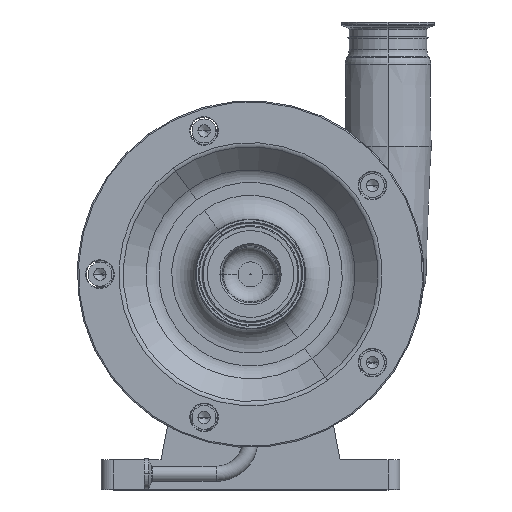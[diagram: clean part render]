
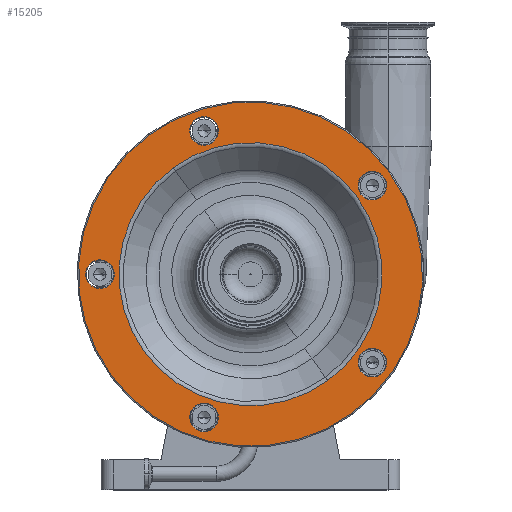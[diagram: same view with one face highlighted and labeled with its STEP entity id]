
A CAD part, top view. The second image highlights one B-rep face of the part: STEP entity #15205.
In plain terms, the highlighted planar face has unit normal (0, 0, 1).
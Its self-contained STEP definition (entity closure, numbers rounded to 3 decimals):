
#100 = AXIS2_PLACEMENT_3D ( 'NONE', #2960, #8897, #9616 ) ;
#196 = EDGE_CURVE ( 'NONE', #15875, #13558, #6236, .T. ) ;
#357 = CARTESIAN_POINT ( 'NONE',  ( 94.883, 263.769, 220. ) ) ;
#433 = VERTEX_POINT ( 'NONE', #11527 ) ;
#442 = DIRECTION ( 'NONE',  ( 0., 0., 1. ) ) ;
#670 = AXIS2_PLACEMENT_3D ( 'NONE', #3069, #10359, #13082 ) ;
#698 = EDGE_LOOP ( 'NONE', ( #14986, #3705 ) ) ;
#720 = CARTESIAN_POINT ( 'NONE',  ( 64.698, 90.951, 220. ) ) ;
#733 = CIRCLE ( 'NONE', #11907, 12. ) ;
#894 = EDGE_CURVE ( 'NONE', #16278, #12846, #8436, .T. ) ;
#1024 = DIRECTION ( 'NONE',  ( 0., 0., 1. ) ) ;
#1051 = AXIS2_PLACEMENT_3D ( 'NONE', #14527, #10131, #2460 ) ;
#1127 = CARTESIAN_POINT ( 'NONE',  ( 108.99, 96.231, 220. ) ) ;
#1130 = DIRECTION ( 'NONE',  ( 0., 0., 1. ) ) ;
#1306 = CARTESIAN_POINT ( 'NONE',  ( -38.936, 299.833, 220. ) ) ;
#2032 = CARTESIAN_POINT ( 'NONE',  ( 101.936, 254.061, 220. ) ) ;
#2195 = EDGE_CURVE ( 'NONE', #13558, #15875, #9047, .T. ) ;
#2207 = EDGE_LOOP ( 'NONE', ( #2682, #16771 ) ) ;
#2208 = AXIS2_PLACEMENT_3D ( 'NONE', #8326, #1130, #12972 ) ;
#2256 = CARTESIAN_POINT ( 'NONE',  ( -84.641, 296.498, 220. ) ) ;
#2460 = DIRECTION ( 'NONE',  ( 0.588, -0.809, 0. ) ) ;
#2470 = DIRECTION ( 'NONE',  ( 0.588, -0.809, 0. ) ) ;
#2591 = VERTEX_POINT ( 'NONE', #14143 ) ;
#2614 = CARTESIAN_POINT ( 'NONE',  ( -38.936, 299.833, 220. ) ) ;
#2662 = DIRECTION ( 'NONE',  ( 0.588, -0.809, 0. ) ) ;
#2682 = ORIENTED_EDGE ( 'NONE', *, *, #17153, .F. ) ;
#2812 = CARTESIAN_POINT ( 'NONE',  ( 101.936, 105.939, 220. ) ) ;
#2960 = CARTESIAN_POINT ( 'NONE',  ( 116.498, 264.641, 220. ) ) ;
#3069 = CARTESIAN_POINT ( 'NONE',  ( 0., 180., 220. ) ) ;
#3468 = VERTEX_POINT ( 'NONE', #357 ) ;
#3705 = ORIENTED_EDGE ( 'NONE', *, *, #6840, .F. ) ;
#3758 = EDGE_CURVE ( 'NONE', #433, #18458, #15952, .T. ) ;
#3815 = CIRCLE ( 'NONE', #7525, 12. ) ;
#3993 = ORIENTED_EDGE ( 'NONE', *, *, #2195, .F. ) ;
#4126 = DIRECTION ( 'NONE',  ( 0., 0., 1. ) ) ;
#4138 = DIRECTION ( 'NONE',  ( 0.588, -0.809, 0. ) ) ;
#4580 = ORIENTED_EDGE ( 'NONE', *, *, #5857, .T. ) ;
#4600 = ORIENTED_EDGE ( 'NONE', *, *, #12996, .T. ) ;
#4865 = DIRECTION ( 'NONE',  ( 0.588, -0.809, 0. ) ) ;
#5098 = EDGE_LOOP ( 'NONE', ( #17345, #16856 ) ) ;
#5305 = CARTESIAN_POINT ( 'NONE',  ( -31.883, 50.459, 220. ) ) ;
#5778 = FACE_BOUND ( 'NONE', #5098, .T. ) ;
#5857 = EDGE_CURVE ( 'NONE', #18840, #14506, #11505, .T. ) ;
#5970 = CIRCLE ( 'NONE', #15612, 12. ) ;
#6100 = EDGE_LOOP ( 'NONE', ( #13014, #19220 ) ) ;
#6236 = CIRCLE ( 'NONE', #14940, 12. ) ;
#6338 = VERTEX_POINT ( 'NONE', #12172 ) ;
#6656 = DIRECTION ( 'NONE',  ( 0.588, -0.809, 0. ) ) ;
#6840 = EDGE_CURVE ( 'NONE', #3468, #9117, #3815, .T. ) ;
#7217 = CIRCLE ( 'NONE', #9704, 12. ) ;
#7239 = FACE_BOUND ( 'NONE', #14354, .T. ) ;
#7284 = DIRECTION ( 'NONE',  ( 0.588, -0.809, 0. ) ) ;
#7482 = ORIENTED_EDGE ( 'NONE', *, *, #3758, .F. ) ;
#7524 = FACE_OUTER_BOUND ( 'NONE', #17117, .T. ) ;
#7525 = AXIS2_PLACEMENT_3D ( 'NONE', #2032, #7964, #13884 ) ;
#7652 = CARTESIAN_POINT ( 'NONE',  ( 0., 180., 220. ) ) ;
#7806 = AXIS2_PLACEMENT_3D ( 'NONE', #2812, #12407, #4865 ) ;
#7964 = DIRECTION ( 'NONE',  ( 0., 0., 1. ) ) ;
#8301 = ORIENTED_EDGE ( 'NONE', *, *, #196, .F. ) ;
#8326 = CARTESIAN_POINT ( 'NONE',  ( -38.936, 60.167, 220. ) ) ;
#8385 = AXIS2_PLACEMENT_3D ( 'NONE', #17109, #18870, #9825 ) ;
#8428 = CIRCLE ( 'NONE', #2208, 12. ) ;
#8436 = CIRCLE ( 'NONE', #670, 110.071 ) ;
#8515 = DIRECTION ( 'NONE',  ( 0., 0., 1. ) ) ;
#8897 = DIRECTION ( 'NONE',  ( 0., 0., -1. ) ) ;
#9047 = CIRCLE ( 'NONE', #14011, 12. ) ;
#9117 = VERTEX_POINT ( 'NONE', #17020 ) ;
#9362 = CARTESIAN_POINT ( 'NONE',  ( -64.698, 269.049, 220. ) ) ;
#9616 = DIRECTION ( 'NONE',  ( -0.588, 0.809, 0. ) ) ;
#9647 = CIRCLE ( 'NONE', #7806, 12. ) ;
#9679 = EDGE_LOOP ( 'NONE', ( #8301, #3993 ) ) ;
#9704 = AXIS2_PLACEMENT_3D ( 'NONE', #17441, #1024, #4138 ) ;
#9825 = DIRECTION ( 'NONE',  ( 0.588, -0.809, 0. ) ) ;
#9889 = EDGE_CURVE ( 'NONE', #9932, #2591, #8428, .T. ) ;
#9932 = VERTEX_POINT ( 'NONE', #5305 ) ;
#10131 = DIRECTION ( 'NONE',  ( 0., 0., 1. ) ) ;
#10138 = CARTESIAN_POINT ( 'NONE',  ( -118.947, 170.292, 220. ) ) ;
#10223 = FACE_BOUND ( 'NONE', #698, .T. ) ;
#10359 = DIRECTION ( 'NONE',  ( 0., 0., 1. ) ) ;
#10488 = CARTESIAN_POINT ( 'NONE',  ( -45.99, 309.541, 220. ) ) ;
#10641 = CARTESIAN_POINT ( 'NONE',  ( -31.883, 290.125, 220. ) ) ;
#10957 = AXIS2_PLACEMENT_3D ( 'NONE', #11425, #17289, #7284 ) ;
#10973 = CIRCLE ( 'NONE', #14110, 110.071 ) ;
#11422 = DIRECTION ( 'NONE',  ( 0., 0., 1. ) ) ;
#11425 = CARTESIAN_POINT ( 'NONE',  ( 101.936, 105.939, 220. ) ) ;
#11505 = CIRCLE ( 'NONE', #18990, 144. ) ;
#11527 = CARTESIAN_POINT ( 'NONE',  ( 94.883, 115.647, 220. ) ) ;
#11907 = AXIS2_PLACEMENT_3D ( 'NONE', #17741, #442, #6656 ) ;
#11992 = FACE_BOUND ( 'NONE', #9679, .T. ) ;
#12172 = CARTESIAN_POINT ( 'NONE',  ( -133.053, 189.708, 220. ) ) ;
#12407 = DIRECTION ( 'NONE',  ( 0., 0., 1. ) ) ;
#12786 = EDGE_CURVE ( 'NONE', #2591, #9932, #733, .T. ) ;
#12846 = VERTEX_POINT ( 'NONE', #720 ) ;
#12972 = DIRECTION ( 'NONE',  ( 0.588, -0.809, 0. ) ) ;
#12996 = EDGE_CURVE ( 'NONE', #14506, #18840, #15038, .T. ) ;
#13014 = ORIENTED_EDGE ( 'NONE', *, *, #9889, .F. ) ;
#13082 = DIRECTION ( 'NONE',  ( 0.588, -0.809, 0. ) ) ;
#13173 = FACE_BOUND ( 'NONE', #6100, .T. ) ;
#13297 = DIRECTION ( 'NONE',  ( 0., 0., 1. ) ) ;
#13501 = CARTESIAN_POINT ( 'NONE',  ( 0., 180., 220. ) ) ;
#13558 = VERTEX_POINT ( 'NONE', #10488 ) ;
#13574 = DIRECTION ( 'NONE',  ( 0.588, -0.809, 0. ) ) ;
#13884 = DIRECTION ( 'NONE',  ( 0.588, -0.809, 0. ) ) ;
#14011 = AXIS2_PLACEMENT_3D ( 'NONE', #2614, #11422, #18937 ) ;
#14110 = AXIS2_PLACEMENT_3D ( 'NONE', #7652, #13297, #13574 ) ;
#14143 = CARTESIAN_POINT ( 'NONE',  ( -45.99, 69.875, 220. ) ) ;
#14354 = EDGE_LOOP ( 'NONE', ( #17264, #7482 ) ) ;
#14506 = VERTEX_POINT ( 'NONE', #17882 ) ;
#14527 = CARTESIAN_POINT ( 'NONE',  ( 0., 180., 220. ) ) ;
#14940 = AXIS2_PLACEMENT_3D ( 'NONE', #1306, #4126, #2662 ) ;
#14986 = ORIENTED_EDGE ( 'NONE', *, *, #17682, .F. ) ;
#15038 = CIRCLE ( 'NONE', #1051, 144. ) ;
#15072 = DIRECTION ( 'NONE',  ( 0., 0., 1. ) ) ;
#15156 = VERTEX_POINT ( 'NONE', #10138 ) ;
#15205 = ADVANCED_FACE ( 'NONE', ( #7239, #13173, #16374, #10223, #5778, #7524, #11992 ), #17632, .F. ) ;
#15612 = AXIS2_PLACEMENT_3D ( 'NONE', #15804, #8515, #2470 ) ;
#15804 = CARTESIAN_POINT ( 'NONE',  ( -126., 180., 220. ) ) ;
#15875 = VERTEX_POINT ( 'NONE', #10641 ) ;
#15952 = CIRCLE ( 'NONE', #10957, 12. ) ;
#15993 = EDGE_CURVE ( 'NONE', #12846, #16278, #10973, .T. ) ;
#16278 = VERTEX_POINT ( 'NONE', #9362 ) ;
#16325 = DIRECTION ( 'NONE',  ( 0.588, -0.809, 0. ) ) ;
#16374 = FACE_BOUND ( 'NONE', #2207, .T. ) ;
#16771 = ORIENTED_EDGE ( 'NONE', *, *, #17229, .F. ) ;
#16856 = ORIENTED_EDGE ( 'NONE', *, *, #894, .F. ) ;
#17020 = CARTESIAN_POINT ( 'NONE',  ( 108.99, 244.353, 220. ) ) ;
#17109 = CARTESIAN_POINT ( 'NONE',  ( 101.936, 254.061, 220. ) ) ;
#17117 = EDGE_LOOP ( 'NONE', ( #4600, #4580 ) ) ;
#17153 = EDGE_CURVE ( 'NONE', #15156, #6338, #5970, .T. ) ;
#17229 = EDGE_CURVE ( 'NONE', #6338, #15156, #7217, .T. ) ;
#17264 = ORIENTED_EDGE ( 'NONE', *, *, #18933, .F. ) ;
#17289 = DIRECTION ( 'NONE',  ( 0., 0., 1. ) ) ;
#17345 = ORIENTED_EDGE ( 'NONE', *, *, #15993, .F. ) ;
#17372 = CIRCLE ( 'NONE', #8385, 12. ) ;
#17441 = CARTESIAN_POINT ( 'NONE',  ( -126., 180., 220. ) ) ;
#17632 = PLANE ( 'NONE',  #100 ) ;
#17682 = EDGE_CURVE ( 'NONE', #9117, #3468, #17372, .T. ) ;
#17741 = CARTESIAN_POINT ( 'NONE',  ( -38.936, 60.167, 220. ) ) ;
#17882 = CARTESIAN_POINT ( 'NONE',  ( 84.641, 63.502, 220. ) ) ;
#18458 = VERTEX_POINT ( 'NONE', #1127 ) ;
#18840 = VERTEX_POINT ( 'NONE', #2256 ) ;
#18870 = DIRECTION ( 'NONE',  ( 0., 0., 1. ) ) ;
#18933 = EDGE_CURVE ( 'NONE', #18458, #433, #9647, .T. ) ;
#18937 = DIRECTION ( 'NONE',  ( 0.588, -0.809, 0. ) ) ;
#18990 = AXIS2_PLACEMENT_3D ( 'NONE', #13501, #15072, #16325 ) ;
#19220 = ORIENTED_EDGE ( 'NONE', *, *, #12786, .F. ) ;
